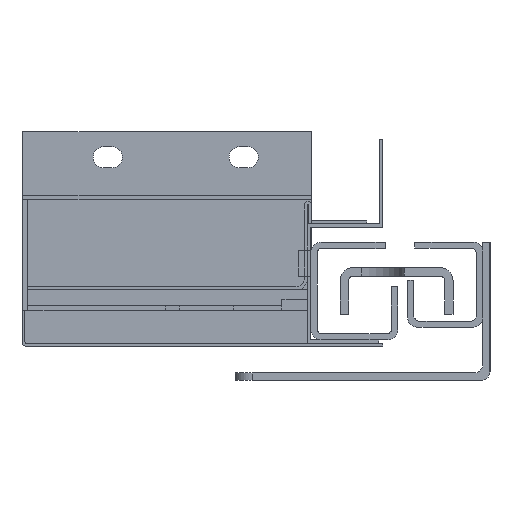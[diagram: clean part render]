
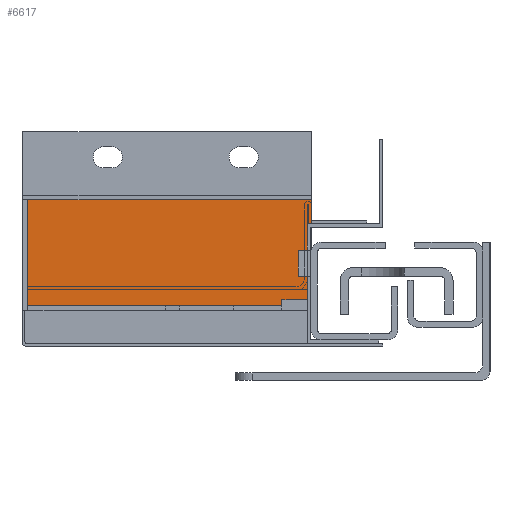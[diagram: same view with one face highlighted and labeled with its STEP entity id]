
A CAD part, left-side view. The second image highlights one B-rep face of the part: STEP entity #6617.
In plain terms, the highlighted face is planar.
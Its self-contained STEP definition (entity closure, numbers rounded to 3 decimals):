
#105 = CARTESIAN_POINT ( 'NONE',  ( 39.5, 0., 19. ) ) ;
#403 = EDGE_CURVE ( 'NONE', #3031, #6425, #753, .T. ) ;
#508 = DIRECTION ( 'NONE',  ( 0., 0., 1. ) ) ;
#753 = LINE ( 'NONE', #7270, #1028 ) ;
#1028 = VECTOR ( 'NONE', #1461, 1000. ) ;
#1174 = VECTOR ( 'NONE', #1385, 1000. ) ;
#1276 = DIRECTION ( 'NONE',  ( 1., 0., 0. ) ) ;
#1385 = DIRECTION ( 'NONE',  ( -1., 0., 0. ) ) ;
#1461 = DIRECTION ( 'NONE',  ( 1., 0., 0. ) ) ;
#1560 = CARTESIAN_POINT ( 'NONE',  ( 16., -1., 19. ) ) ;
#1705 = ORIENTED_EDGE ( 'NONE', *, *, #403, .T. ) ;
#1828 = ORIENTED_EDGE ( 'NONE', *, *, #4839, .T. ) ;
#2001 = EDGE_CURVE ( 'NONE', #7970, #3031, #7933, .T. ) ;
#2220 = DIRECTION ( 'NONE',  ( 0., 1., 0. ) ) ;
#2805 = PLANE ( 'NONE',  #3154 ) ;
#3006 = CARTESIAN_POINT ( 'NONE',  ( 16., -68., 19. ) ) ;
#3031 = VERTEX_POINT ( 'NONE', #8128 ) ;
#3044 = ORIENTED_EDGE ( 'NONE', *, *, #5847, .F. ) ;
#3154 = AXIS2_PLACEMENT_3D ( 'NONE', #8520, #508, #6975 ) ;
#3317 = CARTESIAN_POINT ( 'NONE',  ( 39.5, -61., 19. ) ) ;
#3955 = ORIENTED_EDGE ( 'NONE', *, *, #6068, .F. ) ;
#3981 = LINE ( 'NONE', #6823, #4655 ) ;
#4050 = CARTESIAN_POINT ( 'NONE',  ( 41., -1., 19. ) ) ;
#4258 = CARTESIAN_POINT ( 'NONE',  ( 41., -68., 19. ) ) ;
#4372 = ORIENTED_EDGE ( 'NONE', *, *, #2001, .T. ) ;
#4399 = CARTESIAN_POINT ( 'NONE',  ( 41., -61., 19. ) ) ;
#4479 = LINE ( 'NONE', #105, #8231 ) ;
#4631 = LINE ( 'NONE', #6732, #8043 ) ;
#4655 = VECTOR ( 'NONE', #1276, 1000. ) ;
#4839 = EDGE_CURVE ( 'NONE', #5715, #7970, #5050, .T. ) ;
#5050 = LINE ( 'NONE', #4258, #1174 ) ;
#5206 = VERTEX_POINT ( 'NONE', #3317 ) ;
#5246 = DIRECTION ( 'NONE',  ( 0., -1., 0. ) ) ;
#5665 = FACE_OUTER_BOUND ( 'NONE', #7157, .T. ) ;
#5715 = VERTEX_POINT ( 'NONE', #8316 ) ;
#5847 = EDGE_CURVE ( 'NONE', #5206, #7085, #3981, .T. ) ;
#6068 = EDGE_CURVE ( 'NONE', #5715, #5206, #4479, .T. ) ;
#6425 = VERTEX_POINT ( 'NONE', #4050 ) ;
#6617 = ADVANCED_FACE ( 'NONE', ( #5665 ), #2805, .F. ) ;
#6732 = CARTESIAN_POINT ( 'NONE',  ( 41., -1., 19. ) ) ;
#6823 = CARTESIAN_POINT ( 'NONE',  ( 0., -61., 19. ) ) ;
#6975 = DIRECTION ( 'NONE',  ( 1., 0., 0. ) ) ;
#7085 = VERTEX_POINT ( 'NONE', #4399 ) ;
#7115 = VECTOR ( 'NONE', #2220, 1000. ) ;
#7157 = EDGE_LOOP ( 'NONE', ( #3044, #3955, #1828, #4372, #1705, #9216 ) ) ;
#7270 = CARTESIAN_POINT ( 'NONE',  ( 41., -1., 19. ) ) ;
#7274 = EDGE_CURVE ( 'NONE', #6425, #7085, #4631, .T. ) ;
#7280 = DIRECTION ( 'NONE',  ( 0., 1., 0. ) ) ;
#7933 = LINE ( 'NONE', #1560, #7115 ) ;
#7970 = VERTEX_POINT ( 'NONE', #3006 ) ;
#8043 = VECTOR ( 'NONE', #5246, 1000. ) ;
#8128 = CARTESIAN_POINT ( 'NONE',  ( 16., -1., 19. ) ) ;
#8231 = VECTOR ( 'NONE', #7280, 1000. ) ;
#8316 = CARTESIAN_POINT ( 'NONE',  ( 39.5, -68., 19. ) ) ;
#8520 = CARTESIAN_POINT ( 'NONE',  ( 0., 0., 19. ) ) ;
#9216 = ORIENTED_EDGE ( 'NONE', *, *, #7274, .T. ) ;
